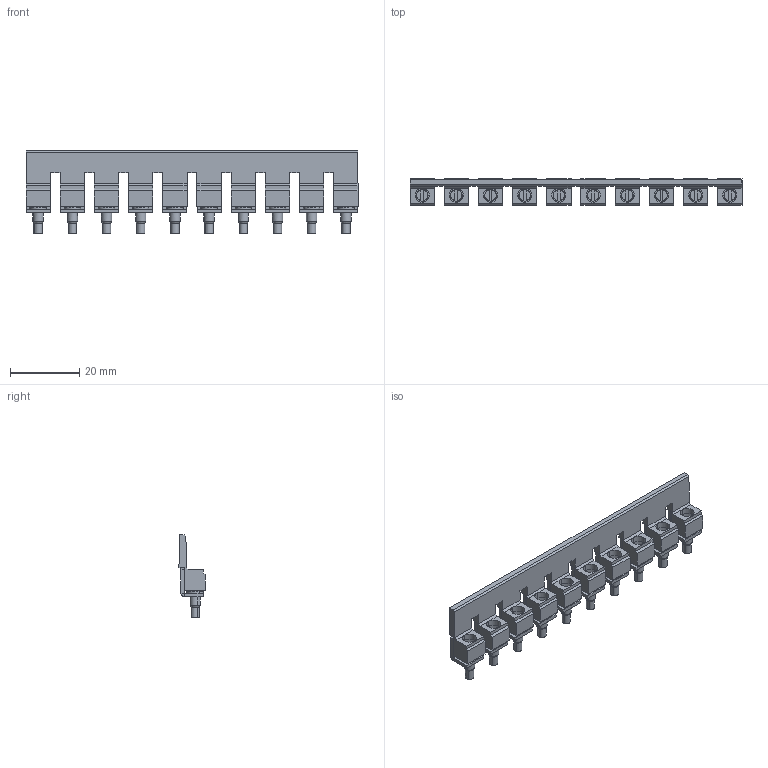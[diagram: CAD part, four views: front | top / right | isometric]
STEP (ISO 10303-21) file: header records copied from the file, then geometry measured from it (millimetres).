
FILE_DESCRIPTION(('CATIA V5 STEP Exchange','CAx-IF Rec.Pracs.--- Model Styling and Organization---1.5--- 2016-08-15','CAx-IF Rec.Pracs.---Supplemental Geometry---1.0---2011-11-01','CAx-IF Rec.Pracs.--- Composite Materials ---1.1---2010-07-15'),'2;1');
FILE_NAME ('004714-9_0', '2024-08-13T08:55:58+00:00', ('none'), ('Weidmueller'), 'CATIA Version 5-6 Release 2022 SP4 HF5', 'CATIA V5 STEP AP214 v3', 'none');
FILE_SCHEMA(('AUTOMOTIVE_DESIGN { 1 0 10303 214 1 1 1 1 }'));
Length unit declared in the file: millimetre
Products named in the file (1): 1052460000
Bounding box: 96.13 x 7.55 x 24 mm (x, y, z)
Volume: 4402.5 mm3; surface area: 8206.9 mm2
Topology: 1 solids, 1 shells, 489 faces, 1244 edges, 787 vertices
Faces by surface type: plane 339, cylinder 110, cone 40
Entity records: 13865 total; most frequent: CARTESIAN_POINT 2859, ORIENTED_EDGE 2488, DIRECTION 1668, EDGE_CURVE 1244, VECTOR 884, LINE 884, VERTEX_POINT 787, EDGE_LOOP 539
